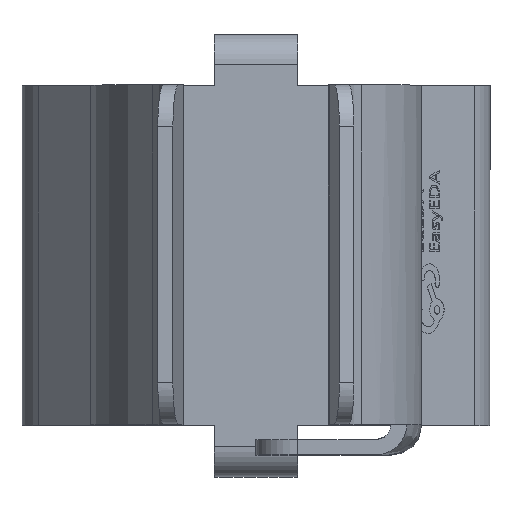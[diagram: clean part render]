
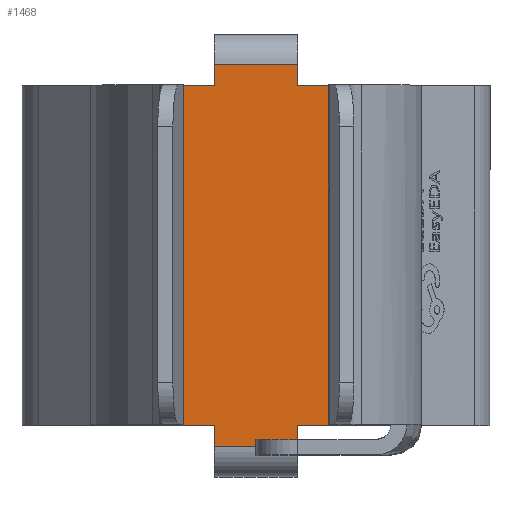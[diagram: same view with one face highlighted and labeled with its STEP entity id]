
A CAD part, top view. The second image highlights one B-rep face of the part: STEP entity #1468.
In plain terms, the highlighted planar face has unit normal (0, 0, 1).
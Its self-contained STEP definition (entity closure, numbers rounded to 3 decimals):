
#152 = EDGE_CURVE ( 'NONE', #15313, #7860, #8152, .T. ) ;
#277 = VECTOR ( 'NONE', #14279, 1000. ) ;
#699 = ORIENTED_EDGE ( 'NONE', *, *, #16158, .F. ) ;
#854 = VECTOR ( 'NONE', #10942, 1000. ) ;
#924 = VECTOR ( 'NONE', #10387, 1000. ) ;
#953 = LINE ( 'NONE', #11061, #4861 ) ;
#1034 = ORIENTED_EDGE ( 'NONE', *, *, #6758, .F. ) ;
#1340 = CARTESIAN_POINT ( 'NONE',  ( 0.55, 2.25, 0.099 ) ) ;
#1468 = ADVANCED_FACE ( 'NONE', ( #5060 ), #12468, .F. ) ;
#2379 = VERTEX_POINT ( 'NONE', #10326 ) ;
#2696 = VECTOR ( 'NONE', #15681, 1000. ) ;
#3029 = ORIENTED_EDGE ( 'NONE', *, *, #5907, .F. ) ;
#3655 = EDGE_CURVE ( 'NONE', #7860, #12353, #15288, .T. ) ;
#3689 = VERTEX_POINT ( 'NONE', #9818 ) ;
#4497 = CARTESIAN_POINT ( 'NONE',  ( -2.487, 2.25, 0.099 ) ) ;
#4523 = ORIENTED_EDGE ( 'NONE', *, *, #152, .T. ) ;
#4861 = VECTOR ( 'NONE', #17017, 1000. ) ;
#4903 = VECTOR ( 'NONE', #5365, 1000. ) ;
#5060 = FACE_OUTER_BOUND ( 'NONE', #5768, .T. ) ;
#5365 = DIRECTION ( 'NONE',  ( 0., 1., 0. ) ) ;
#5487 = ORIENTED_EDGE ( 'NONE', *, *, #6233, .F. ) ;
#5730 = VECTOR ( 'NONE', #10208, 1000. ) ;
#5741 = CARTESIAN_POINT ( 'NONE',  ( -2.487, 2.25, 0.099 ) ) ;
#5768 = EDGE_LOOP ( 'NONE', ( #7635, #8678, #15910, #10768, #5487, #13833, #4523, #15496, #3029, #10832, #699, #1034 ) ) ;
#5907 = EDGE_CURVE ( 'NONE', #2379, #12353, #17484, .T. ) ;
#6116 = EDGE_CURVE ( 'NONE', #15313, #16842, #15872, .T. ) ;
#6233 = EDGE_CURVE ( 'NONE', #16842, #18078, #14988, .T. ) ;
#6618 = CARTESIAN_POINT ( 'NONE',  ( 0.55, -2.25, 0.099 ) ) ;
#6758 = EDGE_CURVE ( 'NONE', #16399, #17799, #8520, .T. ) ;
#6804 = EDGE_CURVE ( 'NONE', #16567, #3689, #13030, .T. ) ;
#6931 = EDGE_CURVE ( 'NONE', #10813, #16399, #953, .T. ) ;
#7350 = CARTESIAN_POINT ( 'NONE',  ( -0.55, 2.25, 0.099 ) ) ;
#7635 = ORIENTED_EDGE ( 'NONE', *, *, #6931, .F. ) ;
#7860 = VERTEX_POINT ( 'NONE', #18664 ) ;
#8152 = LINE ( 'NONE', #18003, #15682 ) ;
#8263 = CARTESIAN_POINT ( 'NONE',  ( -0.55, 2.25, 0.099 ) ) ;
#8520 = LINE ( 'NONE', #7350, #277 ) ;
#8607 = LINE ( 'NONE', #14358, #2696 ) ;
#8678 = ORIENTED_EDGE ( 'NONE', *, *, #10675, .F. ) ;
#9027 = EDGE_CURVE ( 'NONE', #3689, #18078, #8607, .T. ) ;
#9249 = CARTESIAN_POINT ( 'NONE',  ( 0.55, -2.53, 0.099 ) ) ;
#9654 = CARTESIAN_POINT ( 'NONE',  ( -2.487, -2.25, 0.099 ) ) ;
#9661 = CARTESIAN_POINT ( 'NONE',  ( -2.487, 2.25, 0.099 ) ) ;
#9792 = CARTESIAN_POINT ( 'NONE',  ( -0.55, -2.53, 0.099 ) ) ;
#9818 = CARTESIAN_POINT ( 'NONE',  ( -0.55, -2.25, 0.099 ) ) ;
#9828 = VERTEX_POINT ( 'NONE', #15821 ) ;
#10208 = DIRECTION ( 'NONE',  ( 1., 0., 0. ) ) ;
#10326 = CARTESIAN_POINT ( 'NONE',  ( 0.55, 2.25, 0.099 ) ) ;
#10387 = DIRECTION ( 'NONE',  ( 0., 1., 0. ) ) ;
#10675 = EDGE_CURVE ( 'NONE', #16567, #10813, #18478, .T. ) ;
#10768 = ORIENTED_EDGE ( 'NONE', *, *, #9027, .T. ) ;
#10813 = VERTEX_POINT ( 'NONE', #5741 ) ;
#10832 = ORIENTED_EDGE ( 'NONE', *, *, #15991, .T. ) ;
#10942 = DIRECTION ( 'NONE',  ( -1., 0., 0. ) ) ;
#11061 = CARTESIAN_POINT ( 'NONE',  ( -2.487, 2.25, 0.099 ) ) ;
#11063 = DIRECTION ( 'NONE',  ( 0., 1., 0. ) ) ;
#12353 = VERTEX_POINT ( 'NONE', #13922 ) ;
#12468 = PLANE ( 'NONE',  #15907 ) ;
#12546 = CARTESIAN_POINT ( 'NONE',  ( 2.513, 2.25, 0.099 ) ) ;
#12916 = DIRECTION ( 'NONE',  ( 0., -1., 0. ) ) ;
#13029 = VECTOR ( 'NONE', #14545, 1000. ) ;
#13030 = LINE ( 'NONE', #17588, #13029 ) ;
#13310 = VECTOR ( 'NONE', #12916, 1000. ) ;
#13557 = CARTESIAN_POINT ( 'NONE',  ( -0.55, -2.53, 0.099 ) ) ;
#13675 = DIRECTION ( 'NONE',  ( 0., 1., 0. ) ) ;
#13833 = ORIENTED_EDGE ( 'NONE', *, *, #6116, .F. ) ;
#13922 = CARTESIAN_POINT ( 'NONE',  ( 2.513, 2.25, 0.099 ) ) ;
#13955 = CARTESIAN_POINT ( 'NONE',  ( -0.55, 2.53, 0.099 ) ) ;
#14053 = CARTESIAN_POINT ( 'NONE',  ( -0.55, 2.53, 0.099 ) ) ;
#14279 = DIRECTION ( 'NONE',  ( 0., 1., 0. ) ) ;
#14348 = CARTESIAN_POINT ( 'NONE',  ( 0.55, -2.25, 0.099 ) ) ;
#14358 = CARTESIAN_POINT ( 'NONE',  ( -0.55, -2.25, 0.099 ) ) ;
#14478 = VECTOR ( 'NONE', #13675, 1000. ) ;
#14545 = DIRECTION ( 'NONE',  ( 1., 0., 0. ) ) ;
#14568 = VECTOR ( 'NONE', #15490, 1000. ) ;
#14988 = LINE ( 'NONE', #13557, #854 ) ;
#15288 = LINE ( 'NONE', #12546, #14478 ) ;
#15299 = CARTESIAN_POINT ( 'NONE',  ( -2.487, 2.25, 0.099 ) ) ;
#15313 = VERTEX_POINT ( 'NONE', #6618 ) ;
#15490 = DIRECTION ( 'NONE',  ( 1., 0., 0. ) ) ;
#15496 = ORIENTED_EDGE ( 'NONE', *, *, #3655, .T. ) ;
#15681 = DIRECTION ( 'NONE',  ( 0., -1., 0. ) ) ;
#15682 = VECTOR ( 'NONE', #16961, 1000. ) ;
#15821 = CARTESIAN_POINT ( 'NONE',  ( 0.55, 2.53, 0.099 ) ) ;
#15872 = LINE ( 'NONE', #14348, #13310 ) ;
#15907 = AXIS2_PLACEMENT_3D ( 'NONE', #15299, #18260, #11063 ) ;
#15910 = ORIENTED_EDGE ( 'NONE', *, *, #6804, .T. ) ;
#15980 = LINE ( 'NONE', #1340, #924 ) ;
#15991 = EDGE_CURVE ( 'NONE', #2379, #9828, #15980, .T. ) ;
#16158 = EDGE_CURVE ( 'NONE', #17799, #9828, #17355, .T. ) ;
#16399 = VERTEX_POINT ( 'NONE', #8263 ) ;
#16567 = VERTEX_POINT ( 'NONE', #9654 ) ;
#16842 = VERTEX_POINT ( 'NONE', #9249 ) ;
#16961 = DIRECTION ( 'NONE',  ( 1., 0., 0. ) ) ;
#17017 = DIRECTION ( 'NONE',  ( 1., 0., 0. ) ) ;
#17355 = LINE ( 'NONE', #13955, #14568 ) ;
#17484 = LINE ( 'NONE', #4497, #5730 ) ;
#17588 = CARTESIAN_POINT ( 'NONE',  ( -2.487, -2.25, 0.099 ) ) ;
#17799 = VERTEX_POINT ( 'NONE', #14053 ) ;
#18003 = CARTESIAN_POINT ( 'NONE',  ( -2.487, -2.25, 0.099 ) ) ;
#18078 = VERTEX_POINT ( 'NONE', #9792 ) ;
#18260 = DIRECTION ( 'NONE',  ( 0., 0., -1. ) ) ;
#18478 = LINE ( 'NONE', #9661, #4903 ) ;
#18664 = CARTESIAN_POINT ( 'NONE',  ( 2.513, -2.25, 0.099 ) ) ;
